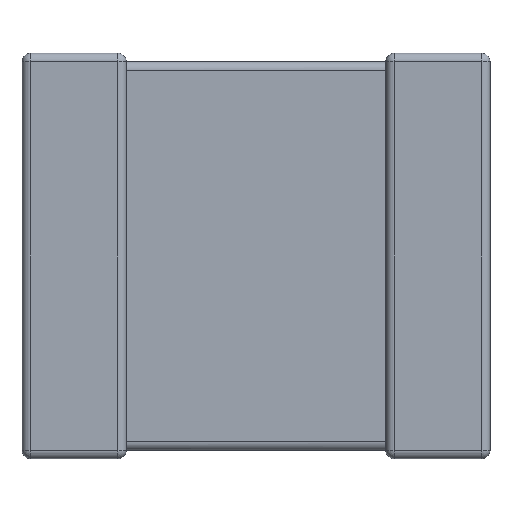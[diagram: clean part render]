
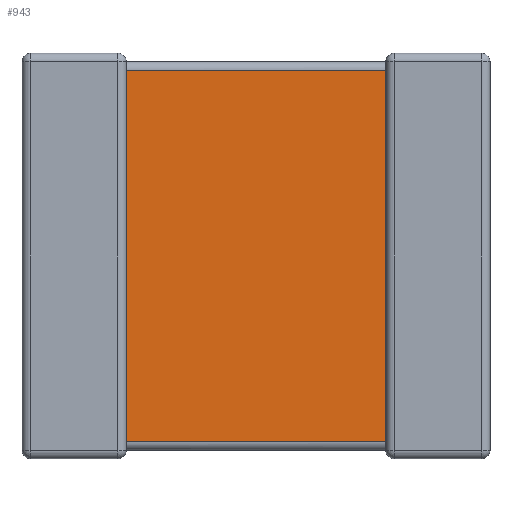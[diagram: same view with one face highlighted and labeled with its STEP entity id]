
A CAD part, front view. The second image highlights one B-rep face of the part: STEP entity #943.
In plain terms, the highlighted planar face has unit normal (0, -1, 0).
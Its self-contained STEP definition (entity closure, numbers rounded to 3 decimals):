
#220 = EDGE_CURVE ( 'NONE', #294, #4670, #2296, .T. ) ;
#294 = VERTEX_POINT ( 'NONE', #3691 ) ;
#476 = EDGE_CURVE ( 'NONE', #2530, #2334, #2703, .T. ) ;
#582 = ORIENTED_EDGE ( 'NONE', *, *, #220, .T. ) ;
#604 = ORIENTED_EDGE ( 'NONE', *, *, #476, .F. ) ;
#768 = PLANE ( 'NONE',  #1164 ) ;
#930 = ORIENTED_EDGE ( 'NONE', *, *, #3607, .T. ) ;
#943 = ADVANCED_FACE ( 'NONE', ( #3949 ), #768, .T. ) ;
#947 = CARTESIAN_POINT ( 'NONE',  ( 1.67, 0.135, -6.5 ) ) ;
#1112 = DIRECTION ( 'NONE',  ( 0., -1., 0. ) ) ;
#1164 = AXIS2_PLACEMENT_3D ( 'NONE', #2230, #1112, #1448 ) ;
#1375 = EDGE_LOOP ( 'NONE', ( #604, #930, #582, #3546 ) ) ;
#1376 = CARTESIAN_POINT ( 'NONE',  ( 5.83, 0.135, -0.27 ) ) ;
#1448 = DIRECTION ( 'NONE',  ( 1., 0., 0. ) ) ;
#1557 = VECTOR ( 'NONE', #3717, 1000. ) ;
#1576 = DIRECTION ( 'NONE',  ( 0., 0., 1. ) ) ;
#1718 = CARTESIAN_POINT ( 'NONE',  ( 1.67, 0.135, -0.27 ) ) ;
#1835 = LINE ( 'NONE', #3281, #2301 ) ;
#2122 = DIRECTION ( 'NONE',  ( 1., 0., 0. ) ) ;
#2230 = CARTESIAN_POINT ( 'NONE',  ( 1.67, 0.135, -6.5 ) ) ;
#2296 = LINE ( 'NONE', #3358, #3156 ) ;
#2301 = VECTOR ( 'NONE', #2122, 1000. ) ;
#2334 = VERTEX_POINT ( 'NONE', #1718 ) ;
#2530 = VERTEX_POINT ( 'NONE', #4293 ) ;
#2703 = LINE ( 'NONE', #947, #3146 ) ;
#3146 = VECTOR ( 'NONE', #1576, 1000. ) ;
#3156 = VECTOR ( 'NONE', #4507, 1000. ) ;
#3281 = CARTESIAN_POINT ( 'NONE',  ( 5.83, 0.135, -6.23 ) ) ;
#3358 = CARTESIAN_POINT ( 'NONE',  ( 5.83, 0.135, -6.5 ) ) ;
#3546 = ORIENTED_EDGE ( 'NONE', *, *, #4202, .T. ) ;
#3607 = EDGE_CURVE ( 'NONE', #2530, #294, #1835, .T. ) ;
#3691 = CARTESIAN_POINT ( 'NONE',  ( 5.83, 0.135, -6.23 ) ) ;
#3717 = DIRECTION ( 'NONE',  ( -1., 0., 0. ) ) ;
#3949 = FACE_OUTER_BOUND ( 'NONE', #1375, .T. ) ;
#4202 = EDGE_CURVE ( 'NONE', #4670, #2334, #4376, .T. ) ;
#4293 = CARTESIAN_POINT ( 'NONE',  ( 1.67, 0.135, -6.23 ) ) ;
#4376 = LINE ( 'NONE', #4418, #1557 ) ;
#4418 = CARTESIAN_POINT ( 'NONE',  ( 1.67, 0.135, -0.27 ) ) ;
#4507 = DIRECTION ( 'NONE',  ( 0., 0., 1. ) ) ;
#4670 = VERTEX_POINT ( 'NONE', #1376 ) ;
